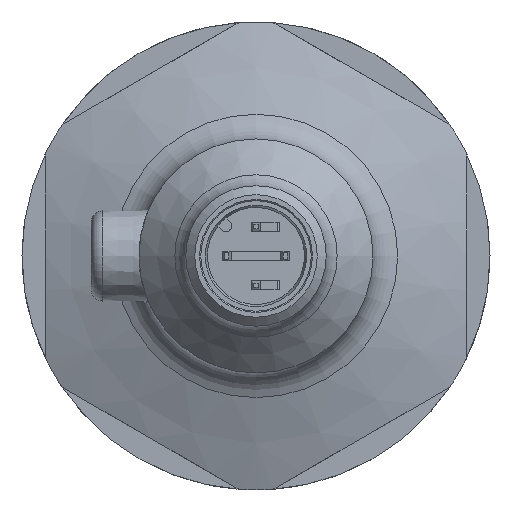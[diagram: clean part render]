
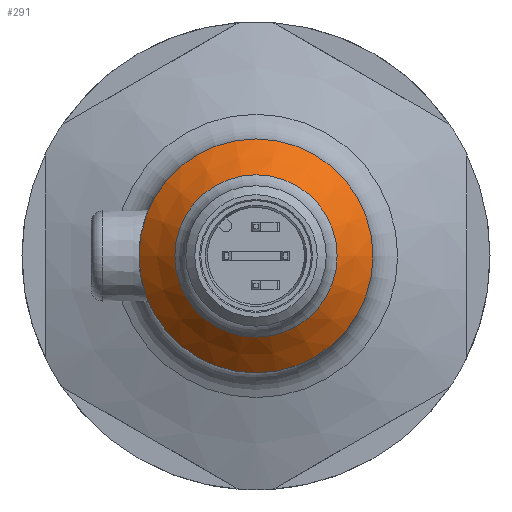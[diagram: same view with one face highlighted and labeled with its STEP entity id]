
A CAD part, left-side view. The second image highlights one B-rep face of the part: STEP entity #291.
In plain terms, the highlighted conical face has half-angle 45 degrees and reference radius 6.937 mm.
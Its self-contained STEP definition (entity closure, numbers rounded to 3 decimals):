
#291 = ADVANCED_FACE( '', ( #647, #648 ), #649, .T. );
#647 = FACE_OUTER_BOUND( '', #1065, .T. );
#648 = FACE_BOUND( '', #1066, .T. );
#649 = CONICAL_SURFACE( '', #1067, 6.937, 0.785 );
#1065 = EDGE_LOOP( '', ( #1860 ) );
#1066 = EDGE_LOOP( '', ( #1861 ) );
#1067 = AXIS2_PLACEMENT_3D( '', #1862, #1863, #1864 );
#1860 = ORIENTED_EDGE( '', *, *, #2358, .F. );
#1861 = ORIENTED_EDGE( '', *, *, #2632, .T. );
#1862 = CARTESIAN_POINT( '', ( -72.563, 0., 0. ) );
#1863 = DIRECTION( '', ( 1., 0., 0. ) );
#1864 = DIRECTION( '', ( 0., 1., 0. ) );
#2358 = EDGE_CURVE( '', #2796, #2796, #2797, .T. );
#2632 = EDGE_CURVE( '', #3226, #3226, #3227, .T. );
#2796 = VERTEX_POINT( '', #3496 );
#2797 = CIRCLE( '', #3497, 10. );
#3226 = VERTEX_POINT( '', #4121 );
#3227 = CIRCLE( '', #4122, 6.937 );
#3496 = CARTESIAN_POINT( '', ( -69.5, 10., 0. ) );
#3497 = AXIS2_PLACEMENT_3D( '', #4333, #4334, #4335 );
#4121 = CARTESIAN_POINT( '', ( -72.563, 6.937, 0. ) );
#4122 = AXIS2_PLACEMENT_3D( '', #4660, #4661, #4662 );
#4333 = CARTESIAN_POINT( '', ( -69.5, 0., 0. ) );
#4334 = DIRECTION( '', ( 1., 0., 0. ) );
#4335 = DIRECTION( '', ( 0., 1., 0. ) );
#4660 = CARTESIAN_POINT( '', ( -72.563, 0., 0. ) );
#4661 = DIRECTION( '', ( 1., 0., 0. ) );
#4662 = DIRECTION( '', ( 0., 1., 0. ) );
